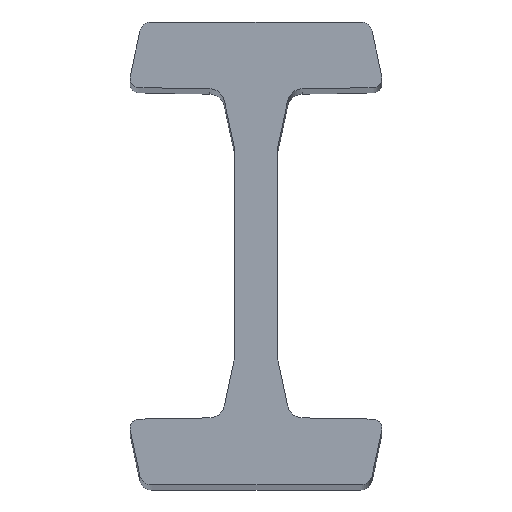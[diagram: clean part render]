
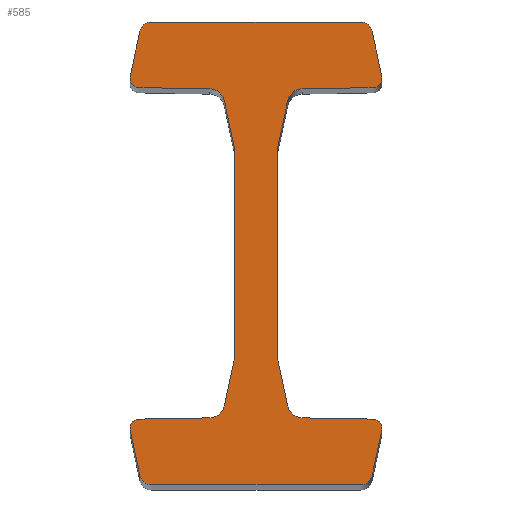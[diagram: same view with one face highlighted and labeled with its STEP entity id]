
A CAD part, top view. The second image highlights one B-rep face of the part: STEP entity #585.
In plain terms, the highlighted planar face has unit normal (0, 0, 1).
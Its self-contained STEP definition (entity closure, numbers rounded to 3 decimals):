
#16=CIRCLE('',#606,5.);
#18=CIRCLE('',#610,3.);
#20=CIRCLE('',#614,4.);
#22=CIRCLE('',#618,4.);
#24=CIRCLE('',#622,3.);
#26=CIRCLE('',#626,5.);
#28=CIRCLE('',#632,5.);
#30=CIRCLE('',#636,3.);
#32=CIRCLE('',#640,4.);
#34=CIRCLE('',#644,4.);
#36=CIRCLE('',#648,3.);
#38=CIRCLE('',#652,5.);
#79=FACE_OUTER_BOUND('',#109,.T.);
#109=EDGE_LOOP('',(#483,#484,#485,#486,#487,#488,#489,#490,#491,#492,#493,
#494,#495,#496,#497,#498,#499,#500,#501,#502,#503,#504,#505,#506,#507,#508,
#509,#510));
#113=LINE('',#833,#173);
#116=LINE('',#839,#176);
#119=LINE('',#845,#179);
#123=LINE('',#857,#183);
#127=LINE('',#869,#187);
#131=LINE('',#881,#191);
#135=LINE('',#893,#195);
#139=LINE('',#905,#199);
#143=LINE('',#917,#203);
#146=LINE('',#923,#206);
#149=LINE('',#929,#209);
#153=LINE('',#941,#213);
#157=LINE('',#953,#217);
#161=LINE('',#965,#221);
#165=LINE('',#977,#225);
#169=LINE('',#989,#229);
#173=VECTOR('',#661,10.);
#176=VECTOR('',#666,10.);
#179=VECTOR('',#671,10.);
#183=VECTOR('',#683,10.);
#187=VECTOR('',#695,10.);
#191=VECTOR('',#707,10.);
#195=VECTOR('',#719,10.);
#199=VECTOR('',#731,10.);
#203=VECTOR('',#743,10.);
#206=VECTOR('',#748,10.);
#209=VECTOR('',#753,10.);
#213=VECTOR('',#765,10.);
#217=VECTOR('',#777,10.);
#221=VECTOR('',#789,10.);
#225=VECTOR('',#801,10.);
#229=VECTOR('',#813,10.);
#233=VERTEX_POINT('',#830);
#234=VERTEX_POINT('',#832);
#236=VERTEX_POINT('',#838);
#238=VERTEX_POINT('',#844);
#240=VERTEX_POINT('',#850);
#242=VERTEX_POINT('',#856);
#244=VERTEX_POINT('',#862);
#246=VERTEX_POINT('',#868);
#248=VERTEX_POINT('',#874);
#250=VERTEX_POINT('',#880);
#252=VERTEX_POINT('',#886);
#254=VERTEX_POINT('',#892);
#256=VERTEX_POINT('',#898);
#258=VERTEX_POINT('',#904);
#260=VERTEX_POINT('',#910);
#262=VERTEX_POINT('',#916);
#264=VERTEX_POINT('',#922);
#266=VERTEX_POINT('',#928);
#268=VERTEX_POINT('',#934);
#270=VERTEX_POINT('',#940);
#272=VERTEX_POINT('',#946);
#274=VERTEX_POINT('',#952);
#276=VERTEX_POINT('',#958);
#278=VERTEX_POINT('',#964);
#280=VERTEX_POINT('',#970);
#282=VERTEX_POINT('',#976);
#284=VERTEX_POINT('',#982);
#286=VERTEX_POINT('',#988);
#289=EDGE_CURVE('',#234,#233,#113,.T.);
#292=EDGE_CURVE('',#236,#234,#116,.T.);
#295=EDGE_CURVE('',#238,#236,#119,.T.);
#298=EDGE_CURVE('',#240,#238,#16,.T.);
#301=EDGE_CURVE('',#242,#240,#123,.T.);
#304=EDGE_CURVE('',#244,#242,#18,.T.);
#307=EDGE_CURVE('',#246,#244,#127,.T.);
#310=EDGE_CURVE('',#248,#246,#20,.T.);
#313=EDGE_CURVE('',#250,#248,#131,.T.);
#316=EDGE_CURVE('',#252,#250,#22,.T.);
#319=EDGE_CURVE('',#254,#252,#135,.T.);
#322=EDGE_CURVE('',#256,#254,#24,.T.);
#325=EDGE_CURVE('',#258,#256,#139,.T.);
#328=EDGE_CURVE('',#260,#258,#26,.T.);
#331=EDGE_CURVE('',#262,#260,#143,.T.);
#334=EDGE_CURVE('',#264,#262,#146,.T.);
#337=EDGE_CURVE('',#266,#264,#149,.T.);
#340=EDGE_CURVE('',#268,#266,#28,.T.);
#343=EDGE_CURVE('',#270,#268,#153,.T.);
#346=EDGE_CURVE('',#272,#270,#30,.T.);
#349=EDGE_CURVE('',#274,#272,#157,.T.);
#352=EDGE_CURVE('',#276,#274,#32,.T.);
#355=EDGE_CURVE('',#278,#276,#161,.T.);
#358=EDGE_CURVE('',#280,#278,#34,.T.);
#361=EDGE_CURVE('',#282,#280,#165,.T.);
#364=EDGE_CURVE('',#284,#282,#36,.T.);
#367=EDGE_CURVE('',#286,#284,#169,.T.);
#370=EDGE_CURVE('',#233,#286,#38,.T.);
#483=ORIENTED_EDGE('',*,*,#370,.T.);
#484=ORIENTED_EDGE('',*,*,#367,.T.);
#485=ORIENTED_EDGE('',*,*,#364,.T.);
#486=ORIENTED_EDGE('',*,*,#361,.T.);
#487=ORIENTED_EDGE('',*,*,#358,.T.);
#488=ORIENTED_EDGE('',*,*,#355,.T.);
#489=ORIENTED_EDGE('',*,*,#352,.T.);
#490=ORIENTED_EDGE('',*,*,#349,.T.);
#491=ORIENTED_EDGE('',*,*,#346,.T.);
#492=ORIENTED_EDGE('',*,*,#343,.T.);
#493=ORIENTED_EDGE('',*,*,#340,.T.);
#494=ORIENTED_EDGE('',*,*,#337,.T.);
#495=ORIENTED_EDGE('',*,*,#334,.T.);
#496=ORIENTED_EDGE('',*,*,#331,.T.);
#497=ORIENTED_EDGE('',*,*,#328,.T.);
#498=ORIENTED_EDGE('',*,*,#325,.T.);
#499=ORIENTED_EDGE('',*,*,#322,.T.);
#500=ORIENTED_EDGE('',*,*,#319,.T.);
#501=ORIENTED_EDGE('',*,*,#316,.T.);
#502=ORIENTED_EDGE('',*,*,#313,.T.);
#503=ORIENTED_EDGE('',*,*,#310,.T.);
#504=ORIENTED_EDGE('',*,*,#307,.T.);
#505=ORIENTED_EDGE('',*,*,#304,.T.);
#506=ORIENTED_EDGE('',*,*,#301,.T.);
#507=ORIENTED_EDGE('',*,*,#298,.T.);
#508=ORIENTED_EDGE('',*,*,#295,.T.);
#509=ORIENTED_EDGE('',*,*,#292,.T.);
#510=ORIENTED_EDGE('',*,*,#289,.T.);
#555=PLANE('',#653);
#585=ADVANCED_FACE('',(#79),#555,.T.);
#606=AXIS2_PLACEMENT_3D('',#851,#677,#678);
#610=AXIS2_PLACEMENT_3D('',#863,#689,#690);
#614=AXIS2_PLACEMENT_3D('',#875,#701,#702);
#618=AXIS2_PLACEMENT_3D('',#887,#713,#714);
#622=AXIS2_PLACEMENT_3D('',#899,#725,#726);
#626=AXIS2_PLACEMENT_3D('',#911,#737,#738);
#632=AXIS2_PLACEMENT_3D('',#935,#759,#760);
#636=AXIS2_PLACEMENT_3D('',#947,#771,#772);
#640=AXIS2_PLACEMENT_3D('',#959,#783,#784);
#644=AXIS2_PLACEMENT_3D('',#971,#795,#796);
#648=AXIS2_PLACEMENT_3D('',#983,#807,#808);
#652=AXIS2_PLACEMENT_3D('',#993,#819,#820);
#653=AXIS2_PLACEMENT_3D('',#994,#821,#822);
#661=DIRECTION('',(0.208,0.978,0.));
#666=DIRECTION('',(0.,1.,0.));
#671=DIRECTION('',(-0.208,0.978,0.));
#677=DIRECTION('center_axis',(0.,0.,-1.));
#678=DIRECTION('ref_axis',(-0.017,-1.,0.));
#683=DIRECTION('',(-1.,0.017,0.));
#689=DIRECTION('center_axis',(0.,0.,1.));
#690=DIRECTION('ref_axis',(0.978,-0.208,0.));
#695=DIRECTION('',(0.208,0.978,0.));
#701=DIRECTION('center_axis',(0.,0.,1.));
#702=DIRECTION('ref_axis',(0.,-1.,0.));
#707=DIRECTION('',(1.,0.,0.));
#713=DIRECTION('center_axis',(0.,0.,1.));
#714=DIRECTION('ref_axis',(-0.978,-0.208,0.));
#719=DIRECTION('',(0.208,-0.978,0.));
#725=DIRECTION('center_axis',(0.,0.,1.));
#726=DIRECTION('ref_axis',(-0.017,1.,0.));
#731=DIRECTION('',(-1.,-0.017,0.));
#737=DIRECTION('center_axis',(0.,0.,-1.));
#738=DIRECTION('ref_axis',(0.978,-0.208,0.));
#743=DIRECTION('',(-0.208,-0.978,0.));
#748=DIRECTION('',(0.,-1.,0.));
#753=DIRECTION('',(0.208,-0.978,0.));
#759=DIRECTION('center_axis',(0.,0.,-1.));
#760=DIRECTION('ref_axis',(0.017,1.,0.));
#765=DIRECTION('',(1.,-0.017,0.));
#771=DIRECTION('center_axis',(0.,0.,1.));
#772=DIRECTION('ref_axis',(-0.978,0.208,0.));
#777=DIRECTION('',(-0.208,-0.978,0.));
#783=DIRECTION('center_axis',(0.,0.,1.));
#784=DIRECTION('ref_axis',(0.,1.,0.));
#789=DIRECTION('',(-1.,0.,0.));
#795=DIRECTION('center_axis',(0.,0.,1.));
#796=DIRECTION('ref_axis',(0.978,0.208,0.));
#801=DIRECTION('',(-0.208,0.978,0.));
#807=DIRECTION('center_axis',(0.,0.,1.));
#808=DIRECTION('ref_axis',(0.017,-1.,0.));
#813=DIRECTION('',(1.,0.017,0.));
#819=DIRECTION('center_axis',(0.,0.,-1.));
#820=DIRECTION('ref_axis',(-0.978,0.208,0.));
#821=DIRECTION('center_axis',(0.,0.,1.));
#822=DIRECTION('ref_axis',(1.,0.,0.));
#830=CARTESIAN_POINT('',(10.424,50.227,1000.));
#832=CARTESIAN_POINT('',(7.,34.117,1000.));
#833=CARTESIAN_POINT('',(7.,34.117,1000.));
#838=CARTESIAN_POINT('',(7.,-34.117,1000.));
#839=CARTESIAN_POINT('',(7.,-34.117,1000.));
#844=CARTESIAN_POINT('',(10.424,-50.227,1000.));
#845=CARTESIAN_POINT('',(10.424,-50.227,1000.));
#850=CARTESIAN_POINT('',(15.228,-54.187,1000.));
#851=CARTESIAN_POINT('Origin',(15.315,-49.187,1000.));
#856=CARTESIAN_POINT('',(38.552,-54.594,1000.));
#857=CARTESIAN_POINT('',(38.552,-54.594,1000.));
#862=CARTESIAN_POINT('',(41.434,-58.217,1000.));
#863=CARTESIAN_POINT('Origin',(38.5,-57.593,1000.));
#868=CARTESIAN_POINT('',(38.285,-73.032,1000.));
#869=CARTESIAN_POINT('',(38.285,-73.032,1000.));
#874=CARTESIAN_POINT('',(34.373,-76.2,1000.));
#875=CARTESIAN_POINT('Origin',(34.373,-72.2,1000.));
#880=CARTESIAN_POINT('',(-34.373,-76.2,1000.));
#881=CARTESIAN_POINT('',(-34.373,-76.2,1000.));
#886=CARTESIAN_POINT('',(-38.285,-73.032,1000.));
#887=CARTESIAN_POINT('Origin',(-34.373,-72.2,1000.));
#892=CARTESIAN_POINT('',(-41.434,-58.217,1000.));
#893=CARTESIAN_POINT('',(-41.434,-58.217,1000.));
#898=CARTESIAN_POINT('',(-38.552,-54.594,1000.));
#899=CARTESIAN_POINT('Origin',(-38.5,-57.593,1000.));
#904=CARTESIAN_POINT('',(-15.228,-54.187,1000.));
#905=CARTESIAN_POINT('',(-15.228,-54.187,1000.));
#910=CARTESIAN_POINT('',(-10.424,-50.227,1000.));
#911=CARTESIAN_POINT('Origin',(-15.315,-49.187,1000.));
#916=CARTESIAN_POINT('',(-7.,-34.117,1000.));
#917=CARTESIAN_POINT('',(-7.,-34.117,1000.));
#922=CARTESIAN_POINT('',(-7.,34.117,1000.));
#923=CARTESIAN_POINT('',(-7.,34.117,1000.));
#928=CARTESIAN_POINT('',(-10.424,50.227,1000.));
#929=CARTESIAN_POINT('',(-10.424,50.227,1000.));
#934=CARTESIAN_POINT('',(-15.228,54.187,1000.));
#935=CARTESIAN_POINT('Origin',(-15.315,49.187,1000.));
#940=CARTESIAN_POINT('',(-38.552,54.594,1000.));
#941=CARTESIAN_POINT('',(-38.552,54.594,1000.));
#946=CARTESIAN_POINT('',(-41.434,58.217,1000.));
#947=CARTESIAN_POINT('Origin',(-38.5,57.593,1000.));
#952=CARTESIAN_POINT('',(-38.285,73.032,1000.));
#953=CARTESIAN_POINT('',(-38.285,73.032,1000.));
#958=CARTESIAN_POINT('',(-34.373,76.2,1000.));
#959=CARTESIAN_POINT('Origin',(-34.373,72.2,1000.));
#964=CARTESIAN_POINT('',(34.373,76.2,1000.));
#965=CARTESIAN_POINT('',(34.373,76.2,1000.));
#970=CARTESIAN_POINT('',(38.285,73.032,1000.));
#971=CARTESIAN_POINT('Origin',(34.373,72.2,1000.));
#976=CARTESIAN_POINT('',(41.434,58.217,1000.));
#977=CARTESIAN_POINT('',(41.434,58.217,1000.));
#982=CARTESIAN_POINT('',(38.552,54.594,1000.));
#983=CARTESIAN_POINT('Origin',(38.5,57.593,1000.));
#988=CARTESIAN_POINT('',(15.228,54.187,1000.));
#989=CARTESIAN_POINT('',(15.228,54.187,1000.));
#993=CARTESIAN_POINT('Origin',(15.315,49.187,1000.));
#994=CARTESIAN_POINT('Origin',(0.,0.,1000.));
